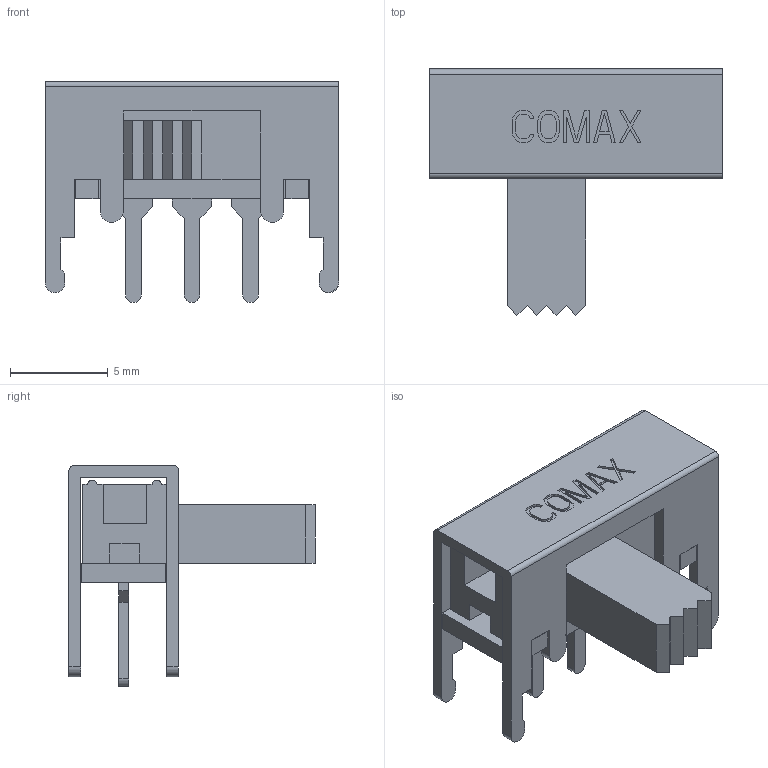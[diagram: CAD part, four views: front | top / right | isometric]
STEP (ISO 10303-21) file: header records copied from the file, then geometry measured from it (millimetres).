
FILE_DESCRIPTION(/* description */ (''),/* implementation_level */ '2;1');
FILE_NAME(/* name */ 'C&K SK-12F17-G 7.step',/* time_stamp */ '2022-01-21T14:29:58+00:00',/* author */ (''),/* organization */ (''),/* preprocessor_version */ 'ST-DEVELOPER v18.1',/* originating_system */ 'Autodesk Translation Framework v10.10.0.1391',/* authorisation */ '');
FILE_SCHEMA (('AUTOMOTIVE_DESIGN { 1 0 10303 214 3 1 1 }'));
Length unit declared in the file: millimetre
Products named in the file (2): C&K SK-12F17-G 7; _SK-12F17-G 7_PART1
Assembly tree (1 placements, depth 2):
  C&K SK-12F17-G 7
    _SK-12F17-G 7_PART1
Bounding box: 15 x 12.6 x 11.3 mm (x, y, z)
Surface area: 1011 mm2 (no closed solid volume)
Topology: 0 solids, 1 shells, 305 faces, 888 edges, 582 vertices
Faces by surface type: plane 287, cylinder 18
Entity records: 10019 total; most frequent: CARTESIAN_POINT 1778, ORIENTED_EDGE 1772, DIRECTION 1540, EDGE_CURVE 888, LINE 852, VECTOR 852, VERTEX_POINT 582, AXIS2_PLACEMENT_3D 344
